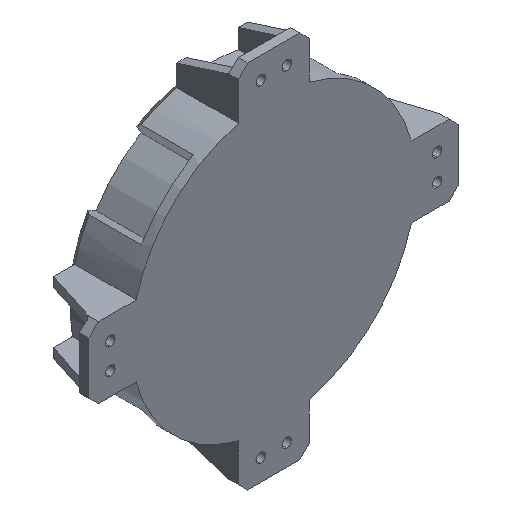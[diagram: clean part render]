
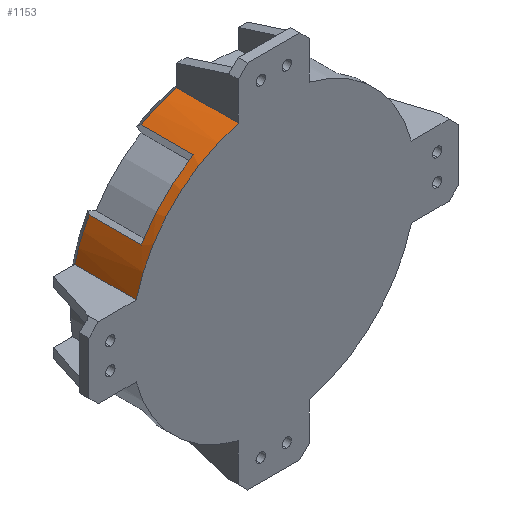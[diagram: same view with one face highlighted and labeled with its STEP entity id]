
A CAD part, isometric view. The second image highlights one B-rep face of the part: STEP entity #1153.
In plain terms, the highlighted cylindrical face has radius 150 mm (diameter 300 mm), a partial arc.
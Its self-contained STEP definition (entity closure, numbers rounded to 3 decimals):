
#2 = CYLINDRICAL_SURFACE ( 'NONE', #415, 150. ) ;
#13 = VERTEX_POINT ( 'NONE', #1190 ) ;
#140 = EDGE_CURVE ( 'NONE', #622, #3229, #2516, .T. ) ;
#237 = CARTESIAN_POINT ( 'NONE',  ( -145.237, 10., 37.5 ) ) ;
#278 = VECTOR ( 'NONE', #2070, 1000. ) ;
#310 = EDGE_CURVE ( 'NONE', #13, #1640, #731, .T. ) ;
#321 = ORIENTED_EDGE ( 'NONE', *, *, #140, .T. ) ;
#411 = DIRECTION ( 'NONE',  ( 0., 0., 1. ) ) ;
#415 = AXIS2_PLACEMENT_3D ( 'NONE', #2764, #540, #2744 ) ;
#540 = DIRECTION ( 'NONE',  ( 0., -1., 0. ) ) ;
#558 = AXIS2_PLACEMENT_3D ( 'NONE', #975, #2072, #411 ) ;
#579 = ORIENTED_EDGE ( 'NONE', *, *, #2837, .T. ) ;
#615 = CIRCLE ( 'NONE', #3563, 150. ) ;
#622 = VERTEX_POINT ( 'NONE', #3251 ) ;
#731 = CIRCLE ( 'NONE', #3214, 150. ) ;
#775 = ORIENTED_EDGE ( 'NONE', *, *, #2582, .F. ) ;
#826 = AXIS2_PLACEMENT_3D ( 'NONE', #854, #834, #1124 ) ;
#834 = DIRECTION ( 'NONE',  ( 0., -1., 0. ) ) ;
#854 = CARTESIAN_POINT ( 'NONE',  ( 0., 65., 0. ) ) ;
#895 = EDGE_CURVE ( 'NONE', #1247, #1841, #1770, .T. ) ;
#924 = CARTESIAN_POINT ( 'NONE',  ( -37.5, 65., 145.237 ) ) ;
#954 = LINE ( 'NONE', #3427, #278 ) ;
#975 = CARTESIAN_POINT ( 'NONE',  ( 0., 65., 0. ) ) ;
#1066 = CARTESIAN_POINT ( 'NONE',  ( 0., 10., 0. ) ) ;
#1124 = DIRECTION ( 'NONE',  ( 0., 0., 1. ) ) ;
#1153 = ADVANCED_FACE ( 'NONE', ( #2470 ), #2, .T. ) ;
#1190 = CARTESIAN_POINT ( 'NONE',  ( -129.904, 10., 75. ) ) ;
#1246 = CARTESIAN_POINT ( 'NONE',  ( -75., 10., 129.904 ) ) ;
#1247 = VERTEX_POINT ( 'NONE', #924 ) ;
#1416 = DIRECTION ( 'NONE',  ( 0., 0., 1. ) ) ;
#1430 = DIRECTION ( 'NONE',  ( 0., 1., 0. ) ) ;
#1449 = CARTESIAN_POINT ( 'NONE',  ( 0., 0., 0. ) ) ;
#1527 = VERTEX_POINT ( 'NONE', #2467 ) ;
#1540 = DIRECTION ( 'NONE',  ( 0., -1., 0. ) ) ;
#1544 = VECTOR ( 'NONE', #3283, 1000. ) ;
#1623 = DIRECTION ( 'NONE',  ( 0., 0., 1. ) ) ;
#1640 = VERTEX_POINT ( 'NONE', #3316 ) ;
#1644 = LINE ( 'NONE', #237, #1544 ) ;
#1646 = ORIENTED_EDGE ( 'NONE', *, *, #2633, .T. ) ;
#1648 = CARTESIAN_POINT ( 'NONE',  ( -145.237, 0., 37.5 ) ) ;
#1770 = LINE ( 'NONE', #2872, #3240 ) ;
#1841 = VERTEX_POINT ( 'NONE', #1883 ) ;
#1883 = CARTESIAN_POINT ( 'NONE',  ( -37.5, 0., 145.237 ) ) ;
#1917 = CIRCLE ( 'NONE', #826, 150. ) ;
#1995 = CARTESIAN_POINT ( 'NONE',  ( -145.237, 65., 37.5 ) ) ;
#2070 = DIRECTION ( 'NONE',  ( 0., 1., 0. ) ) ;
#2072 = DIRECTION ( 'NONE',  ( 0., -1., 0. ) ) ;
#2198 = DIRECTION ( 'NONE',  ( 0., 1., 0. ) ) ;
#2223 = ORIENTED_EDGE ( 'NONE', *, *, #895, .F. ) ;
#2244 = VERTEX_POINT ( 'NONE', #1648 ) ;
#2263 = EDGE_LOOP ( 'NONE', ( #2373, #775, #3549, #2499, #321, #1646, #579, #2223 ) ) ;
#2337 = EDGE_CURVE ( 'NONE', #1247, #1527, #1917, .T. ) ;
#2373 = ORIENTED_EDGE ( 'NONE', *, *, #2337, .T. ) ;
#2467 = CARTESIAN_POINT ( 'NONE',  ( -75., 65., 129.904 ) ) ;
#2470 = FACE_OUTER_BOUND ( 'NONE', #2263, .T. ) ;
#2499 = ORIENTED_EDGE ( 'NONE', *, *, #2998, .T. ) ;
#2516 = CIRCLE ( 'NONE', #558, 150. ) ;
#2582 = EDGE_CURVE ( 'NONE', #1640, #1527, #2921, .T. ) ;
#2630 = VECTOR ( 'NONE', #2943, 1000. ) ;
#2633 = EDGE_CURVE ( 'NONE', #3229, #2244, #1644, .T. ) ;
#2744 = DIRECTION ( 'NONE',  ( 0., 0., -1. ) ) ;
#2764 = CARTESIAN_POINT ( 'NONE',  ( 0., 75., 0. ) ) ;
#2837 = EDGE_CURVE ( 'NONE', #2244, #1841, #615, .T. ) ;
#2872 = CARTESIAN_POINT ( 'NONE',  ( -37.5, 10., 145.237 ) ) ;
#2921 = LINE ( 'NONE', #1246, #2630 ) ;
#2943 = DIRECTION ( 'NONE',  ( 0., 1., 0. ) ) ;
#2998 = EDGE_CURVE ( 'NONE', #13, #622, #954, .T. ) ;
#3214 = AXIS2_PLACEMENT_3D ( 'NONE', #1066, #2198, #1623 ) ;
#3229 = VERTEX_POINT ( 'NONE', #1995 ) ;
#3240 = VECTOR ( 'NONE', #1540, 1000. ) ;
#3251 = CARTESIAN_POINT ( 'NONE',  ( -129.904, 65., 75. ) ) ;
#3283 = DIRECTION ( 'NONE',  ( 0., -1., 0. ) ) ;
#3316 = CARTESIAN_POINT ( 'NONE',  ( -75., 10., 129.904 ) ) ;
#3427 = CARTESIAN_POINT ( 'NONE',  ( -129.904, 10., 75. ) ) ;
#3549 = ORIENTED_EDGE ( 'NONE', *, *, #310, .F. ) ;
#3563 = AXIS2_PLACEMENT_3D ( 'NONE', #1449, #1430, #1416 ) ;
